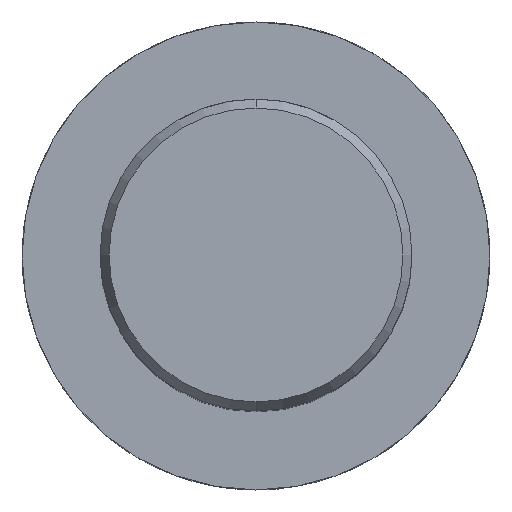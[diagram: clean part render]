
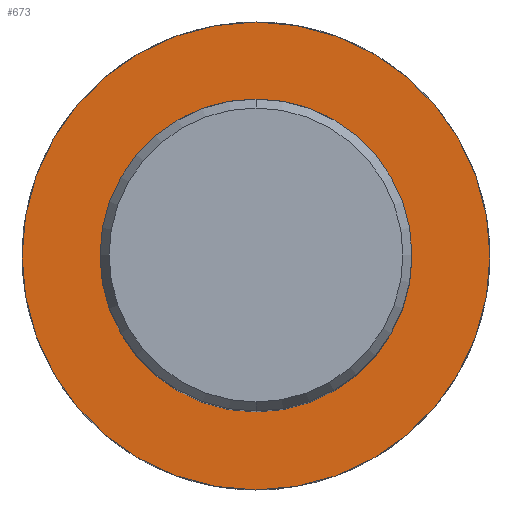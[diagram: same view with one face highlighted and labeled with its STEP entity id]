
A CAD part, top view. The second image highlights one B-rep face of the part: STEP entity #673.
In plain terms, the highlighted planar face has unit normal (0, 0, 1).
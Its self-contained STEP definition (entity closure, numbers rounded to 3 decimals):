
#485=VERTEX_POINT('',#1316);
#553=VERTEX_POINT('',#1389);
#641=EDGE_CURVE('',#553,#763,#1485,.T.);
#673=ADVANCED_FACE('',(#1518,#1519),#1520,.T.);
#763=VERTEX_POINT('',#1620);
#797=EDGE_CURVE('',#485,#1061,#1656,.T.);
#997=EDGE_CURVE('',#763,#553,#1880,.T.);
#1013=EDGE_CURVE('',#1061,#485,#1898,.T.);
#1061=VERTEX_POINT('',#1947);
#1316=CARTESIAN_POINT('',(0.,-20.0,-70.0));
#1389=CARTESIAN_POINT('',(0.0,30.0,-70.0));
#1485=CIRCLE('',#2735,30.0);
#1518=FACE_BOUND('',#2986,.T.);
#1519=FACE_OUTER_BOUND('',#2987,.T.);
#1520=PLANE('',#2988);
#1620=CARTESIAN_POINT('',(0.,-30.0,-70.0));
#1656=CIRCLE('',#3713,20.0);
#1880=CIRCLE('',#4762,30.0);
#1898=CIRCLE('',#4816,20.0);
#1947=CARTESIAN_POINT('',(0.0,20.0,-70.0));
#2735=AXIS2_PLACEMENT_3D('',#5846,#5847,#5848);
#2986=EDGE_LOOP('',(#5870,#5871));
#2987=EDGE_LOOP('',(#5872,#5873));
#2988=AXIS2_PLACEMENT_3D('',#5874,#5875,#5876);
#3713=AXIS2_PLACEMENT_3D('',#6031,#6032,#6033);
#4762=AXIS2_PLACEMENT_3D('',#6346,#6347,#6348);
#4816=AXIS2_PLACEMENT_3D('',#6367,#6368,#6369);
#5846=CARTESIAN_POINT('',(0.0,0.0,-70.0));
#5847=DIRECTION('',(0.0,0.0,-1.0));
#5848=DIRECTION('',(0.0,1.0,0.0));
#5870=ORIENTED_EDGE('',*,*,#1013,.T.);
#5871=ORIENTED_EDGE('',*,*,#797,.T.);
#5872=ORIENTED_EDGE('',*,*,#641,.F.);
#5873=ORIENTED_EDGE('',*,*,#997,.F.);
#5874=CARTESIAN_POINT('',(0.0,15.0,-70.0));
#5875=DIRECTION('',(-0.0,0.0,1.0));
#5876=DIRECTION('',(0.0,-1.0,0.0));
#6031=CARTESIAN_POINT('',(0.0,0.0,-70.0));
#6032=DIRECTION('',(-0.0,0.0,-1.0));
#6033=DIRECTION('',(0.0,1.0,0.0));
#6346=CARTESIAN_POINT('',(0.0,0.0,-70.0));
#6347=DIRECTION('',(0.0,0.0,-1.0));
#6348=DIRECTION('',(0.0,1.0,0.0));
#6367=CARTESIAN_POINT('',(0.0,0.0,-70.0));
#6368=DIRECTION('',(-0.0,0.0,-1.0));
#6369=DIRECTION('',(0.0,1.0,0.0));
